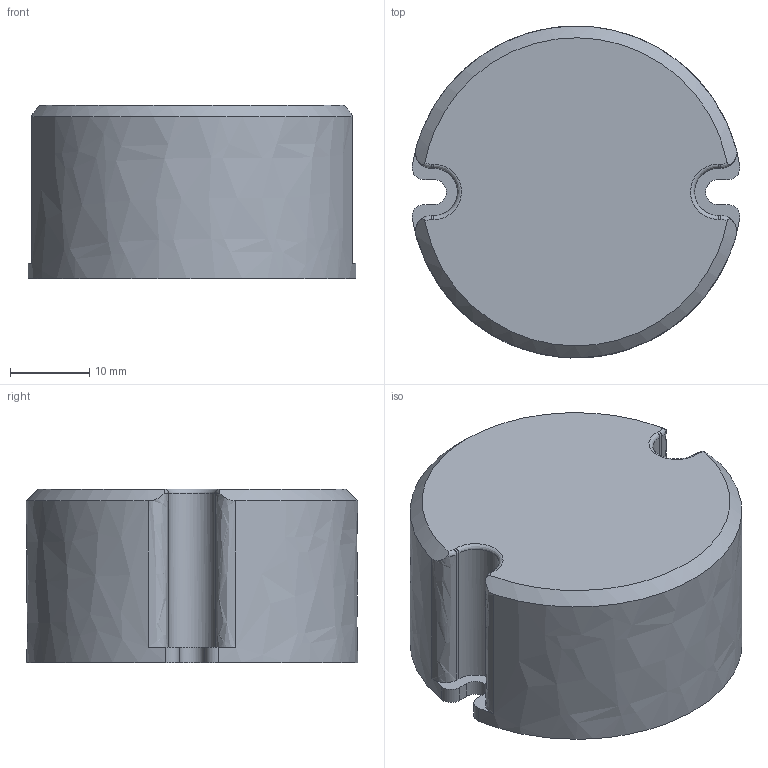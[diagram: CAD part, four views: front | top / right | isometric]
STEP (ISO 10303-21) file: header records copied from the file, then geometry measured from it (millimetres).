
FILE_DESCRIPTION(/* description */ (''),/* implementation_level */ '2;1');
FILE_NAME(/* name */ 'CS-8-X~2',/* time_stamp */ '2023-06-27T13:04:12+08:00',/* author */ (''),/* organization */ (''),/* preprocessor_version */ 'ST-DEVELOPER v16.5',/* originating_system */ '',/* authorisation */ '');
FILE_SCHEMA (('AUTOMOTIVE_DESIGN'));
Length unit declared in the file: millimetre
Products named in the file (1): Document
Bounding box: 41.5 x 41.99 x 22 mm (x, y, z)
Volume: 28955.3 mm3; surface area: 5781 mm2
Topology: 1 solids, 1 shells, 38 faces, 104 edges, 68 vertices
Faces by surface type: bspline 26, plane 12
Entity records: 1323 total; most frequent: CARTESIAN_POINT 716, ORIENTED_EDGE 208, EDGE_CURVE 104, VERTEX_POINT 68, B_SPLINE_CURVE_WITH_KNOTS 52, ADVANCED_FACE 38, FACE_OUTER_BOUND 38, EDGE_LOOP 38
